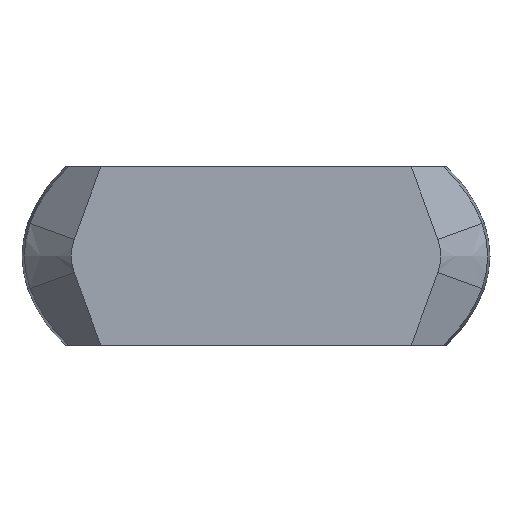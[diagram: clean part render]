
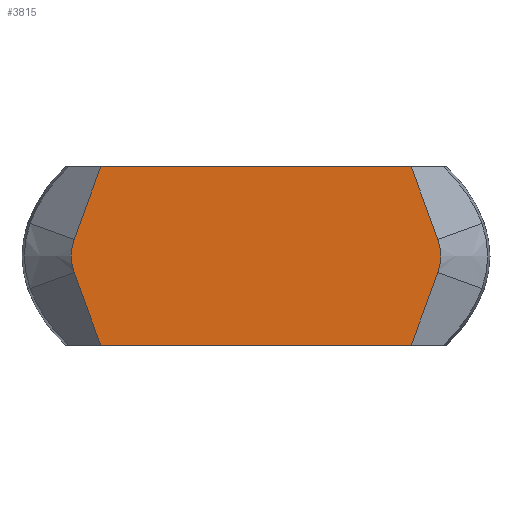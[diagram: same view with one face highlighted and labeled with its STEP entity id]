
A CAD part, left-side view. The second image highlights one B-rep face of the part: STEP entity #3815.
In plain terms, the highlighted planar face has unit normal (-1, 0, 0).
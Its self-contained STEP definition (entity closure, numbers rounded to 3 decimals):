
#217=CARTESIAN_POINT('',(-35.75,-29.25,0.));
#218=DIRECTION('',(1.,0.,0.));
#219=DIRECTION('',(0.,-0.94,0.342));
#220=AXIS2_PLACEMENT_3D('',#217,#218,#219);
#222=DIRECTION('',(0.,-0.342,0.94));
#223=VECTOR('',#222,16.597);
#224=CARTESIAN_POINT('',(-35.75,-33.183,-19.094));
#225=LINE('',#224,#223);
#226=DIRECTION('',(0.,-1.,0.));
#227=VECTOR('',#226,66.366);
#228=CARTESIAN_POINT('',(-35.75,33.183,-19.094));
#229=LINE('',#228,#227);
#230=DIRECTION('',(0.,0.342,0.94));
#231=VECTOR('',#230,16.597);
#232=CARTESIAN_POINT('',(-35.75,33.183,-19.094));
#233=LINE('',#232,#231);
#234=CARTESIAN_POINT('',(-35.75,29.25,0.));
#235=DIRECTION('',(1.,0.,0.));
#236=DIRECTION('',(0.,0.94,-0.342));
#237=AXIS2_PLACEMENT_3D('',#234,#235,#236);
#239=DIRECTION('',(0.,0.342,-0.94));
#240=VECTOR('',#239,16.597);
#241=CARTESIAN_POINT('',(-35.75,33.183,19.094));
#242=LINE('',#241,#240);
#243=DIRECTION('',(0.,-1.,0.));
#244=VECTOR('',#243,66.366);
#245=CARTESIAN_POINT('',(-35.75,33.183,19.094));
#246=LINE('',#245,#244);
#247=DIRECTION('',(0.,-0.342,-0.94));
#248=VECTOR('',#247,16.597);
#249=CARTESIAN_POINT('',(-35.75,-33.183,19.094));
#250=LINE('',#249,#248);
#3546=CARTESIAN_POINT('',(-35.75,-33.183,19.094));
#3547=CARTESIAN_POINT('',(-35.75,-38.86,3.498));
#3548=VERTEX_POINT('',#3546);
#3549=VERTEX_POINT('',#3547);
#3554=CARTESIAN_POINT('',(-35.75,33.183,19.094));
#3555=CARTESIAN_POINT('',(-35.75,38.86,3.498));
#3556=VERTEX_POINT('',#3554);
#3557=VERTEX_POINT('',#3555);
#3562=CARTESIAN_POINT('',(-35.75,-33.183,-19.094));
#3563=CARTESIAN_POINT('',(-35.75,-38.86,-3.498));
#3564=VERTEX_POINT('',#3562);
#3565=VERTEX_POINT('',#3563);
#3570=CARTESIAN_POINT('',(-35.75,33.183,-19.094));
#3571=CARTESIAN_POINT('',(-35.75,38.86,-3.498));
#3572=VERTEX_POINT('',#3570);
#3573=VERTEX_POINT('',#3571);
#3793=CARTESIAN_POINT('',(-35.75,0.,0.));
#3794=DIRECTION('',(-1.,0.,0.));
#3795=DIRECTION('',(0.,0.,1.));
#3796=AXIS2_PLACEMENT_3D('',#3793,#3794,#3795);
#3797=PLANE('',#3796);
#3799=ORIENTED_EDGE('',*,*,#3798,.T.);
#3801=ORIENTED_EDGE('',*,*,#3800,.F.);
#3803=ORIENTED_EDGE('',*,*,#3802,.F.);
#3805=ORIENTED_EDGE('',*,*,#3804,.T.);
#3807=ORIENTED_EDGE('',*,*,#3806,.T.);
#3809=ORIENTED_EDGE('',*,*,#3808,.F.);
#3810=ORIENTED_EDGE('',*,*,#3717,.T.);
#3812=ORIENTED_EDGE('',*,*,#3811,.T.);
#3813=EDGE_LOOP('',(#3799,#3801,#3803,#3805,#3807,#3809,#3810,#3812));
#3814=FACE_OUTER_BOUND('',#3813,.F.);
#3815=ADVANCED_FACE('',(#3814),#3797,.T.);
#221=CIRCLE('',#220,10.226);
#238=CIRCLE('',#237,10.226);
#3717=EDGE_CURVE('',#3556,#3548,#246,.T.);
#3798=EDGE_CURVE('',#3549,#3565,#221,.T.);
#3800=EDGE_CURVE('',#3564,#3565,#225,.T.);
#3802=EDGE_CURVE('',#3572,#3564,#229,.T.);
#3804=EDGE_CURVE('',#3572,#3573,#233,.T.);
#3806=EDGE_CURVE('',#3573,#3557,#238,.T.);
#3808=EDGE_CURVE('',#3556,#3557,#242,.T.);
#3811=EDGE_CURVE('',#3548,#3549,#250,.T.);
